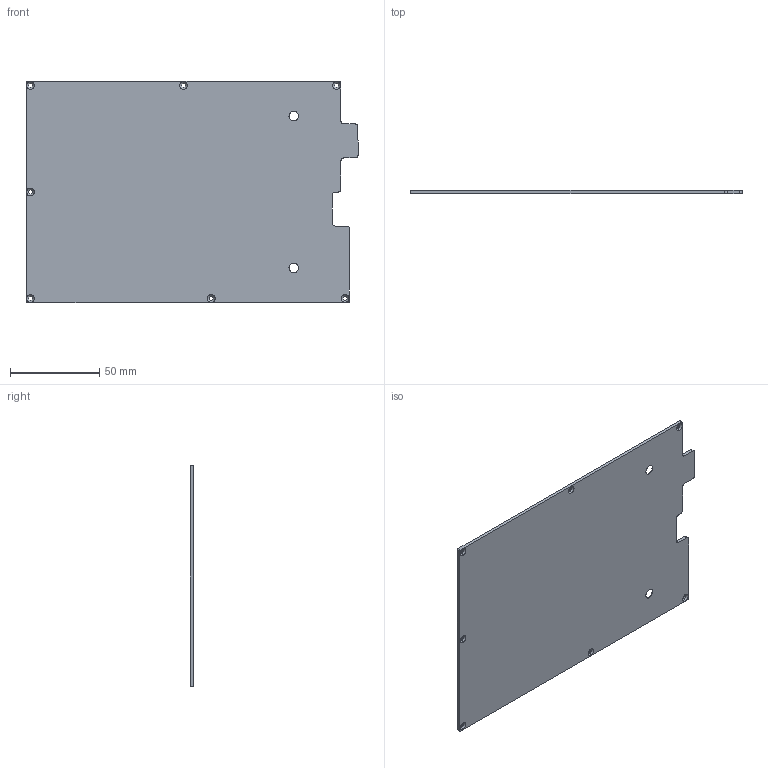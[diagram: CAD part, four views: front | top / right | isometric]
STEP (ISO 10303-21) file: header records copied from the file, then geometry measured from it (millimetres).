
FILE_DESCRIPTION (( 'STEP AP214' ), '1' );
FILE_NAME ('BottomPlate-Left.STEP', '2022-06-08T03:24:54', ( '' ), ( '' ), 'SwSTEP 2.0', 'SolidWorks 2022', '' );
FILE_SCHEMA (( 'AUTOMOTIVE_DESIGN' ));
Length unit declared in the file: millimetre
Products named in the file (1): BottomPlate-Left
Bounding box: 185.97 x 2 x 124.3 mm (x, y, z)
Volume: 44183.7 mm3; surface area: 45691.5 mm2
Topology: 1 solids, 1 shells, 58 faces, 154 edges, 98 vertices
Faces by surface type: cylinder 26, cone 18, plane 14
Entity records: 1890 total; most frequent: DIRECTION 346, CARTESIAN_POINT 311, ORIENTED_EDGE 308, EDGE_CURVE 154, AXIS2_PLACEMENT_3D 133, VERTEX_POINT 98, VECTOR 80, LINE 80
